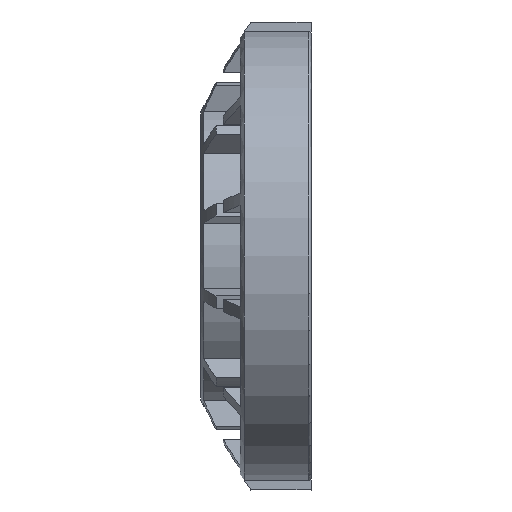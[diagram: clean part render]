
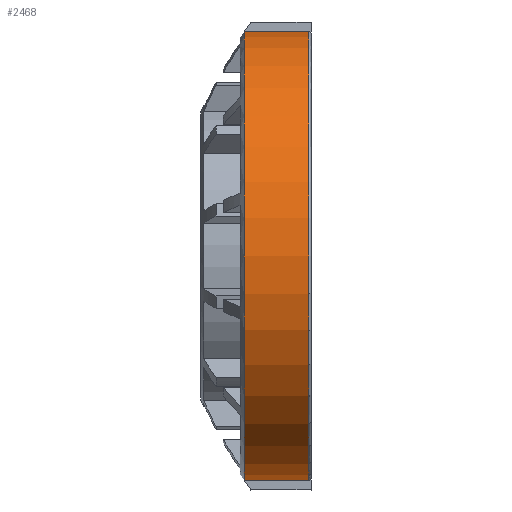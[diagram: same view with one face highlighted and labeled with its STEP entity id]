
A CAD part, left-side view. The second image highlights one B-rep face of the part: STEP entity #2468.
In plain terms, the highlighted cylindrical face has radius 26.6 mm (diameter 53.2 mm), a partial arc.
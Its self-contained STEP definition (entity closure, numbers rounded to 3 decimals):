
#33=CYLINDRICAL_SURFACE('',#2612,26.6);
#98=CIRCLE('',#2610,26.6);
#100=CIRCLE('',#2613,26.6);
#290=FACE_OUTER_BOUND('',#411,.T.);
#411=EDGE_LOOP('',(#1676,#1677,#1678,#1679));
#569=LINE('',#3853,#778);
#570=LINE('',#3856,#779);
#778=VECTOR('',#2987,10.);
#779=VECTOR('',#2990,10.);
#984=VERTEX_POINT('',#3826);
#985=VERTEX_POINT('',#3837);
#987=VERTEX_POINT('',#3852);
#988=VERTEX_POINT('',#3854);
#1259=EDGE_CURVE('',#984,#985,#98,.T.);
#1262=EDGE_CURVE('',#984,#987,#569,.F.);
#1263=EDGE_CURVE('',#987,#988,#100,.T.);
#1264=EDGE_CURVE('',#988,#985,#570,.F.);
#1676=ORIENTED_EDGE('',*,*,#1259,.F.);
#1677=ORIENTED_EDGE('',*,*,#1262,.T.);
#1678=ORIENTED_EDGE('',*,*,#1263,.T.);
#1679=ORIENTED_EDGE('',*,*,#1264,.T.);
#2468=ADVANCED_FACE('',(#290),#33,.T.);
#2610=AXIS2_PLACEMENT_3D('',#3838,#2981,#2982);
#2612=AXIS2_PLACEMENT_3D('',#3851,#2985,#2986);
#2613=AXIS2_PLACEMENT_3D('',#3855,#2988,#2989);
#2981=DIRECTION('center_axis',(0.,-1.,0.));
#2982=DIRECTION('ref_axis',(-1.,0.,0.));
#2985=DIRECTION('center_axis',(0.,1.,0.));
#2986=DIRECTION('ref_axis',(-1.,0.,0.));
#2987=DIRECTION('',(0.,-1.,0.));
#2988=DIRECTION('center_axis',(0.,-1.,0.));
#2989=DIRECTION('ref_axis',(0.232,0.,0.973));
#2990=DIRECTION('',(0.,1.,0.));
#3826=CARTESIAN_POINT('',(-1.5,30.3,26.558));
#3837=CARTESIAN_POINT('',(-1.5,30.3,-26.558));
#3838=CARTESIAN_POINT('Origin',(0.,30.3,0.));
#3851=CARTESIAN_POINT('Origin',(0.,30.,0.));
#3852=CARTESIAN_POINT('',(-1.5,37.927,26.558));
#3853=CARTESIAN_POINT('',(-1.5,30.,26.558));
#3854=CARTESIAN_POINT('',(-1.5,37.927,-26.558));
#3855=CARTESIAN_POINT('Origin',(0.,37.927,0.));
#3856=CARTESIAN_POINT('',(-1.5,30.,-26.558));
